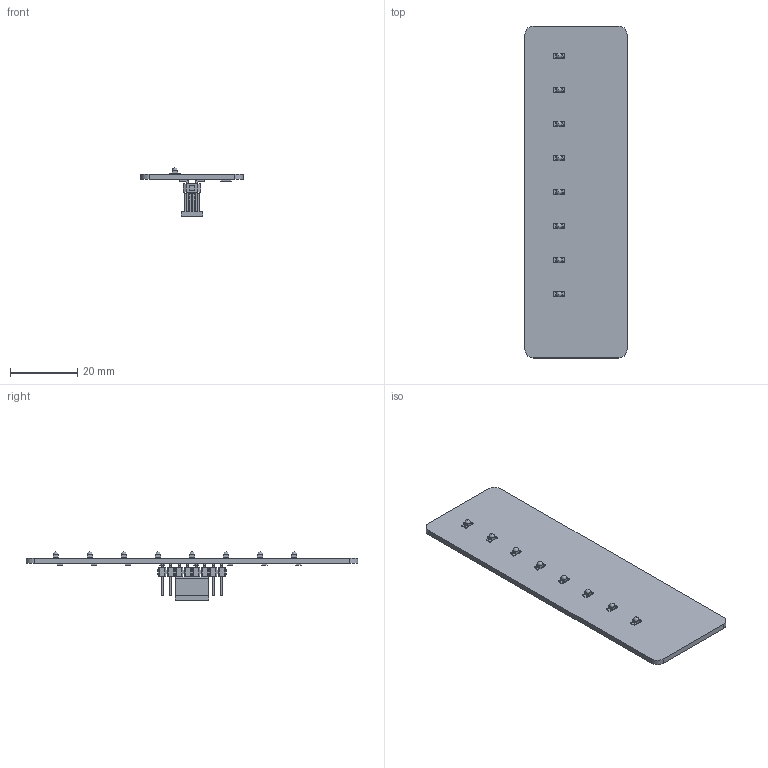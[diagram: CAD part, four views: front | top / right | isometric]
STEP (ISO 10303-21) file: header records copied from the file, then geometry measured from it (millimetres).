
FILE_DESCRIPTION(('KiCad electronic assembly'),'2;1');
FILE_NAME('PM-RQ8-front.step','2024-06-25T12:51:22',('Pcbnew'),('Kicad') ,'Open CASCADE STEP processor 7.6','KiCad to STEP converter','Unknown' );
FILE_SCHEMA(('AUTOMOTIVE_DESIGN { 1 0 10303 214 1 1 1 1 }'));
Length unit declared in the file: millimetre
Products named in the file (8): PM-RQ8-front 1; KPTD-3216CGCK-01; R_1206_3216Metric; TSM-108-01-L-DV-M-TR; TSM-108-01-L-DV-P-TR; PM-RQ8-front_PCB
Assembly tree (21 placements, depth 3):
  PM-RQ8-front 1
    KPTD-3216CGCK-01  x8
      KPTD-3216CGCK-01
    R_1206_3216Metric  x8
      R_1206_3216Metric
    TSM-108-01-L-DV-M-TR
      TSM-108-01-L-DV-P-TR
    PM-RQ8-front_PCB
Bounding box: 30.48 x 99.06 x 14.37 mm (x, y, z)
Volume: 5372.1 mm3; surface area: 8394.8 mm2
Topology: 28 solids, 28 shells, 1552 faces, 4232 edges, 2704 vertices
Faces by surface type: plane 1292, cylinder 220, sphere 40
Full cylindrical faces by diameter (mm): 0.15 x8
Entity records: 24161 total; most frequent: CARTESIAN_POINT 4178, ORIENTED_EDGE 4114, DIRECTION 3664, EDGE_CURVE 2057, LINE 1904, VECTOR 1904, VERTEX_POINT 1360, AXIS2_PLACEMENT_3D 880
